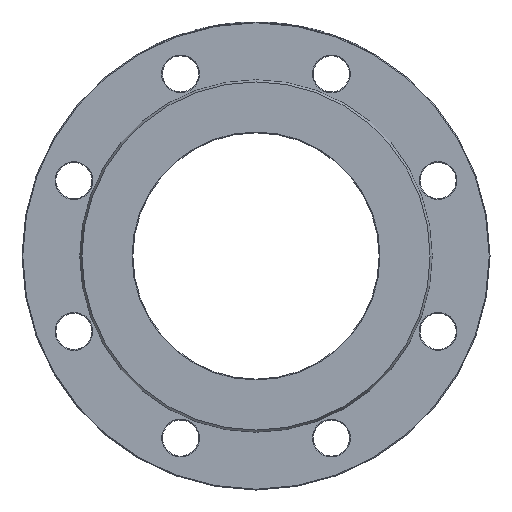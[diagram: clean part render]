
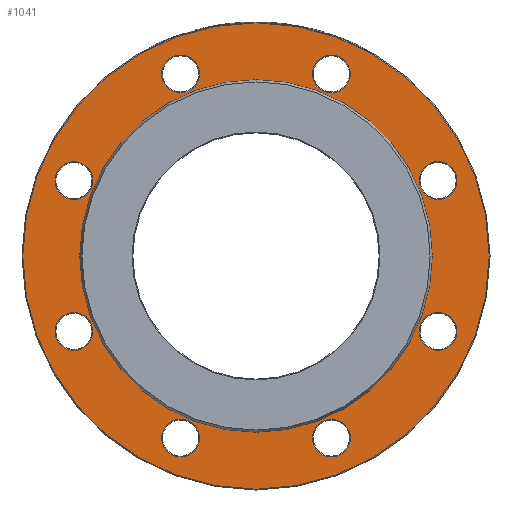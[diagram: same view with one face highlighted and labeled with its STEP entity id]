
A CAD part, left-side view. The second image highlights one B-rep face of the part: STEP entity #1041.
In plain terms, the highlighted planar face has unit normal (-1, 0, 0).
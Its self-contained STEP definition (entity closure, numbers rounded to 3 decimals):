
#160 = ORIENTED_EDGE ( 'NONE', *, *, #5856, .T. ) ;
#252 = CARTESIAN_POINT ( 'NONE',  ( 3., -37.79, 118.997 ) ) ;
#306 = CARTESIAN_POINT ( 'NONE',  ( 3., -45.922, 110.866 ) ) ;
#364 = AXIS2_PLACEMENT_3D ( 'NONE', #4374, #7702, #3226 ) ;
#585 = DIRECTION ( 'NONE',  ( 0., 0., -1. ) ) ;
#604 = CIRCLE ( 'NONE', #1534, 11.5 ) ;
#629 = AXIS2_PLACEMENT_3D ( 'NONE', #2381, #4129, #1528 ) ;
#693 = EDGE_LOOP ( 'NONE', ( #7503 ) ) ;
#1041 = ADVANCED_FACE ( 'NONE', ( #3297, #6414, #5732, #7727, #5910, #2477, #8317, #5083, #4439, #2615 ), #1338, .F. ) ;
#1045 = DIRECTION ( 'NONE',  ( 0., -0.707, -0.707 ) ) ;
#1090 = CARTESIAN_POINT ( 'NONE',  ( 3., 0., 0. ) ) ;
#1206 = CARTESIAN_POINT ( 'NONE',  ( 3., 107.336, 0. ) ) ;
#1266 = AXIS2_PLACEMENT_3D ( 'NONE', #6152, #2385, #2890 ) ;
#1338 = PLANE ( 'NONE',  #5709 ) ;
#1461 = EDGE_CURVE ( 'NONE', #5841, #5841, #5721, .T. ) ;
#1528 = DIRECTION ( 'NONE',  ( 0., 0., 1. ) ) ;
#1534 = AXIS2_PLACEMENT_3D ( 'NONE', #306, #6944, #3615 ) ;
#1635 = CARTESIAN_POINT ( 'NONE',  ( 3., 0., 107.336 ) ) ;
#1643 = EDGE_LOOP ( 'NONE', ( #1920 ) ) ;
#1691 = AXIS2_PLACEMENT_3D ( 'NONE', #1090, #6932, #2569 ) ;
#1871 = DIRECTION ( 'NONE',  ( 0., 0., 1. ) ) ;
#1888 = EDGE_LOOP ( 'NONE', ( #160 ) ) ;
#1920 = ORIENTED_EDGE ( 'NONE', *, *, #2337, .T. ) ;
#2069 = EDGE_CURVE ( 'NONE', #2228, #2228, #7035, .T. ) ;
#2129 = AXIS2_PLACEMENT_3D ( 'NONE', #6883, #6207, #1045 ) ;
#2146 = CARTESIAN_POINT ( 'NONE',  ( 3., -118.997, -37.79 ) ) ;
#2228 = VERTEX_POINT ( 'NONE', #2146 ) ;
#2229 = DIRECTION ( 'NONE',  ( 0., 0., -1. ) ) ;
#2234 = CIRCLE ( 'NONE', #1691, 142. ) ;
#2275 = VERTEX_POINT ( 'NONE', #4872 ) ;
#2304 = ORIENTED_EDGE ( 'NONE', *, *, #2069, .T. ) ;
#2318 = CARTESIAN_POINT ( 'NONE',  ( 3., 37.79, -118.997 ) ) ;
#2337 = EDGE_CURVE ( 'NONE', #2912, #2912, #6715, .T. ) ;
#2381 = CARTESIAN_POINT ( 'NONE',  ( 3., -110.866, 45.922 ) ) ;
#2385 = DIRECTION ( 'NONE',  ( 1., 0., 0. ) ) ;
#2477 = FACE_BOUND ( 'NONE', #2966, .T. ) ;
#2488 = ORIENTED_EDGE ( 'NONE', *, *, #3851, .T. ) ;
#2504 = EDGE_LOOP ( 'NONE', ( #6686 ) ) ;
#2553 = CARTESIAN_POINT ( 'NONE',  ( 3., 0., 0. ) ) ;
#2569 = DIRECTION ( 'NONE',  ( 0., 0., -1. ) ) ;
#2615 = FACE_BOUND ( 'NONE', #5617, .T. ) ;
#2617 = EDGE_CURVE ( 'NONE', #4152, #4152, #604, .T. ) ;
#2626 = CARTESIAN_POINT ( 'NONE',  ( 3., -45.922, -110.866 ) ) ;
#2870 = VERTEX_POINT ( 'NONE', #6800 ) ;
#2890 = DIRECTION ( 'NONE',  ( 0., 0.707, -0.707 ) ) ;
#2912 = VERTEX_POINT ( 'NONE', #3560 ) ;
#2966 = EDGE_LOOP ( 'NONE', ( #8159 ) ) ;
#3226 = DIRECTION ( 'NONE',  ( 0., 1., 0. ) ) ;
#3297 = FACE_BOUND ( 'NONE', #1643, .T. ) ;
#3357 = AXIS2_PLACEMENT_3D ( 'NONE', #4739, #3462, #5426 ) ;
#3395 = EDGE_LOOP ( 'NONE', ( #5883 ) ) ;
#3462 = DIRECTION ( 'NONE',  ( 1., 0., 0. ) ) ;
#3560 = CARTESIAN_POINT ( 'NONE',  ( 3., 118.997, 37.79 ) ) ;
#3615 = DIRECTION ( 'NONE',  ( 0., 0.707, 0.707 ) ) ;
#3805 = AXIS2_PLACEMENT_3D ( 'NONE', #2626, #4501, #5838 ) ;
#3851 = EDGE_CURVE ( 'NONE', #4829, #4829, #4997, .T. ) ;
#3933 = DIRECTION ( 'NONE',  ( 1., 0., 0. ) ) ;
#4070 = VERTEX_POINT ( 'NONE', #7349 ) ;
#4129 = DIRECTION ( 'NONE',  ( 1., 0., 0. ) ) ;
#4152 = VERTEX_POINT ( 'NONE', #252 ) ;
#4277 = CIRCLE ( 'NONE', #8225, 11.5 ) ;
#4374 = CARTESIAN_POINT ( 'NONE',  ( 3., 45.922, 110.866 ) ) ;
#4422 = CARTESIAN_POINT ( 'NONE',  ( 3., 110.866, -45.922 ) ) ;
#4439 = FACE_OUTER_BOUND ( 'NONE', #1888, .T. ) ;
#4501 = DIRECTION ( 'NONE',  ( 1., 0., 0. ) ) ;
#4588 = EDGE_CURVE ( 'NONE', #2870, #2870, #5368, .T. ) ;
#4686 = EDGE_CURVE ( 'NONE', #5434, #5434, #5792, .T. ) ;
#4739 = CARTESIAN_POINT ( 'NONE',  ( 3., -110.866, -45.922 ) ) ;
#4829 = VERTEX_POINT ( 'NONE', #2318 ) ;
#4839 = EDGE_CURVE ( 'NONE', #4070, #4070, #4277, .T. ) ;
#4872 = CARTESIAN_POINT ( 'NONE',  ( 3., 0., -142. ) ) ;
#4997 = CIRCLE ( 'NONE', #2129, 11.5 ) ;
#5058 = EDGE_LOOP ( 'NONE', ( #2304 ) ) ;
#5083 = FACE_BOUND ( 'NONE', #2504, .T. ) ;
#5122 = ORIENTED_EDGE ( 'NONE', *, *, #4686, .F. ) ;
#5165 = ORIENTED_EDGE ( 'NONE', *, *, #6262, .T. ) ;
#5368 = CIRCLE ( 'NONE', #629, 11.5 ) ;
#5394 = CARTESIAN_POINT ( 'NONE',  ( 3., -57.422, -110.866 ) ) ;
#5426 = DIRECTION ( 'NONE',  ( 0., -0.707, 0.707 ) ) ;
#5434 = VERTEX_POINT ( 'NONE', #1635 ) ;
#5617 = EDGE_LOOP ( 'NONE', ( #5122 ) ) ;
#5709 = AXIS2_PLACEMENT_3D ( 'NONE', #1206, #3933, #585 ) ;
#5721 = CIRCLE ( 'NONE', #3805, 11.5 ) ;
#5732 = FACE_BOUND ( 'NONE', #693, .T. ) ;
#5792 = CIRCLE ( 'NONE', #7542, 107.336 ) ;
#5838 = DIRECTION ( 'NONE',  ( 0., -1., 0. ) ) ;
#5841 = VERTEX_POINT ( 'NONE', #5394 ) ;
#5856 = EDGE_CURVE ( 'NONE', #2275, #2275, #2234, .T. ) ;
#5883 = ORIENTED_EDGE ( 'NONE', *, *, #4588, .T. ) ;
#5910 = FACE_BOUND ( 'NONE', #5058, .T. ) ;
#6152 = CARTESIAN_POINT ( 'NONE',  ( 3., 110.866, 45.922 ) ) ;
#6207 = DIRECTION ( 'NONE',  ( 1., 0., 0. ) ) ;
#6262 = EDGE_CURVE ( 'NONE', #7474, #7474, #8153, .T. ) ;
#6270 = EDGE_LOOP ( 'NONE', ( #2488 ) ) ;
#6414 = FACE_BOUND ( 'NONE', #8354, .T. ) ;
#6678 = CARTESIAN_POINT ( 'NONE',  ( 3., 57.422, 110.866 ) ) ;
#6686 = ORIENTED_EDGE ( 'NONE', *, *, #4839, .T. ) ;
#6715 = CIRCLE ( 'NONE', #1266, 11.5 ) ;
#6800 = CARTESIAN_POINT ( 'NONE',  ( 3., -110.866, 57.422 ) ) ;
#6883 = CARTESIAN_POINT ( 'NONE',  ( 3., 45.922, -110.866 ) ) ;
#6932 = DIRECTION ( 'NONE',  ( -1., 0., 0. ) ) ;
#6944 = DIRECTION ( 'NONE',  ( 1., 0., 0. ) ) ;
#7035 = CIRCLE ( 'NONE', #3357, 11.5 ) ;
#7207 = DIRECTION ( 'NONE',  ( 1., 0., 0. ) ) ;
#7349 = CARTESIAN_POINT ( 'NONE',  ( 3., 110.866, -57.422 ) ) ;
#7474 = VERTEX_POINT ( 'NONE', #6678 ) ;
#7503 = ORIENTED_EDGE ( 'NONE', *, *, #2617, .T. ) ;
#7542 = AXIS2_PLACEMENT_3D ( 'NONE', #2553, #8389, #1871 ) ;
#7702 = DIRECTION ( 'NONE',  ( 1., 0., 0. ) ) ;
#7727 = FACE_BOUND ( 'NONE', #3395, .T. ) ;
#8153 = CIRCLE ( 'NONE', #364, 11.5 ) ;
#8159 = ORIENTED_EDGE ( 'NONE', *, *, #1461, .T. ) ;
#8225 = AXIS2_PLACEMENT_3D ( 'NONE', #4422, #7207, #2229 ) ;
#8317 = FACE_BOUND ( 'NONE', #6270, .T. ) ;
#8354 = EDGE_LOOP ( 'NONE', ( #5165 ) ) ;
#8389 = DIRECTION ( 'NONE',  ( -1., 0., 0. ) ) ;
